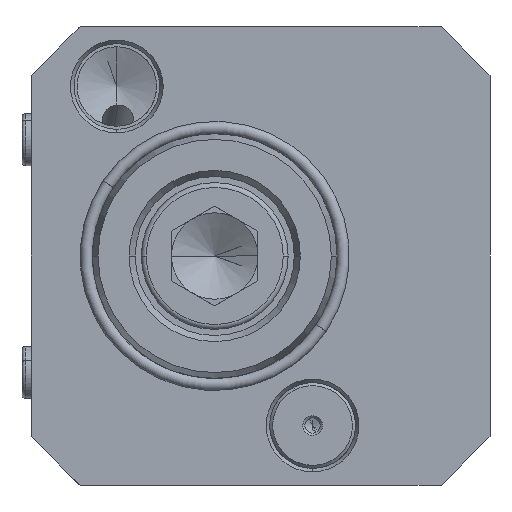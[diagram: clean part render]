
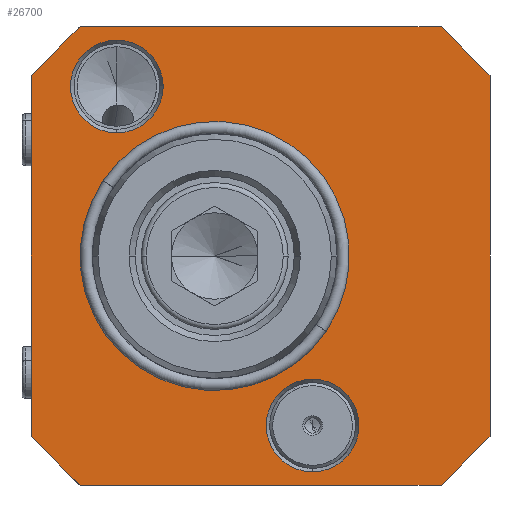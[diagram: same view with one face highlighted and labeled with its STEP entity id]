
A CAD part, front view. The second image highlights one B-rep face of the part: STEP entity #26700.
In plain terms, the highlighted planar face has unit normal (0, -1, 0).
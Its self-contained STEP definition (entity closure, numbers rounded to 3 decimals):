
#57 = VERTEX_POINT ( 'NONE', #1964 ) ;
#192 = CARTESIAN_POINT ( 'NONE',  ( 45., 0., -29.5 ) ) ;
#195 = EDGE_LOOP ( 'NONE', ( #13518, #9831, #1467, #20339, #10948, #7295, #18814, #9586 ) ) ;
#1445 = PLANE ( 'NONE',  #14399 ) ;
#1467 = ORIENTED_EDGE ( 'NONE', *, *, #17941, .T. ) ;
#1536 = LINE ( 'NONE', #1682, #26550 ) ;
#1682 = CARTESIAN_POINT ( 'NONE',  ( -30., 0., 37.5 ) ) ;
#1835 = EDGE_CURVE ( 'NONE', #2597, #3041, #20901, .T. ) ;
#1964 = CARTESIAN_POINT ( 'NONE',  ( 37., 0., -37.5 ) ) ;
#1994 = CIRCLE ( 'NONE', #15015, 20.2 ) ;
#2031 = DIRECTION ( 'NONE',  ( 1., 0., 0. ) ) ;
#2350 = DIRECTION ( 'NONE',  ( 0., 1., 0. ) ) ;
#2370 = CIRCLE ( 'NONE', #27557, 20.2 ) ;
#2597 = VERTEX_POINT ( 'NONE', #14725 ) ;
#2783 = CARTESIAN_POINT ( 'NONE',  ( 0., 0., 0. ) ) ;
#2919 = CARTESIAN_POINT ( 'NONE',  ( -16., 0., 27.713 ) ) ;
#3041 = VERTEX_POINT ( 'NONE', #10659 ) ;
#3539 = CARTESIAN_POINT ( 'NONE',  ( -22., 0., 37.5 ) ) ;
#3902 = CARTESIAN_POINT ( 'NONE',  ( -22., 0., -37.5 ) ) ;
#3938 = CARTESIAN_POINT ( 'NONE',  ( -30., 0., 37.5 ) ) ;
#4180 = VECTOR ( 'NONE', #5212, 1000. ) ;
#4284 = ORIENTED_EDGE ( 'NONE', *, *, #21958, .T. ) ;
#4367 = EDGE_LOOP ( 'NONE', ( #17599, #16327 ) ) ;
#4392 = EDGE_CURVE ( 'NONE', #27240, #57, #8603, .T. ) ;
#4632 = CARTESIAN_POINT ( 'NONE',  ( 37., 0., 37.5 ) ) ;
#4706 = EDGE_CURVE ( 'NONE', #3041, #2597, #16965, .T. ) ;
#5212 = DIRECTION ( 'NONE',  ( 0.707, 0., -0.707 ) ) ;
#5763 = CARTESIAN_POINT ( 'NONE',  ( 45., 0., -29.5 ) ) ;
#5777 = LINE ( 'NONE', #12447, #4180 ) ;
#5973 = DIRECTION ( 'NONE',  ( 0., 0., 1. ) ) ;
#6031 = AXIS2_PLACEMENT_3D ( 'NONE', #20546, #21057, #7022 ) ;
#6454 = CARTESIAN_POINT ( 'NONE',  ( 16., 0., -27.713 ) ) ;
#6802 = VERTEX_POINT ( 'NONE', #20566 ) ;
#7022 = DIRECTION ( 'NONE',  ( 0., 0., 1. ) ) ;
#7033 = DIRECTION ( 'NONE',  ( 0., 0., 1. ) ) ;
#7191 = CARTESIAN_POINT ( 'NONE',  ( -30., 0., 37.5 ) ) ;
#7295 = ORIENTED_EDGE ( 'NONE', *, *, #24781, .T. ) ;
#7553 = VERTEX_POINT ( 'NONE', #22033 ) ;
#8107 = DIRECTION ( 'NONE',  ( 0., 0., -1. ) ) ;
#8588 = VECTOR ( 'NONE', #11179, 1000. ) ;
#8603 = LINE ( 'NONE', #19819, #21606 ) ;
#8774 = DIRECTION ( 'NONE',  ( 0., 0., 1. ) ) ;
#8980 = VECTOR ( 'NONE', #14158, 1000. ) ;
#9193 = DIRECTION ( 'NONE',  ( 0., 0., 1. ) ) ;
#9586 = ORIENTED_EDGE ( 'NONE', *, *, #9613, .T. ) ;
#9613 = EDGE_CURVE ( 'NONE', #7553, #22404, #24610, .T. ) ;
#9718 = CIRCLE ( 'NONE', #12965, 7.577 ) ;
#9831 = ORIENTED_EDGE ( 'NONE', *, *, #21698, .T. ) ;
#9975 = DIRECTION ( 'NONE',  ( 0., 0., -1. ) ) ;
#10092 = VECTOR ( 'NONE', #26620, 1000. ) ;
#10585 = VERTEX_POINT ( 'NONE', #5763 ) ;
#10659 = CARTESIAN_POINT ( 'NONE',  ( -16., 0., 20.135 ) ) ;
#10948 = ORIENTED_EDGE ( 'NONE', *, *, #4392, .T. ) ;
#10986 = CARTESIAN_POINT ( 'NONE',  ( -30., 0., 29.5 ) ) ;
#11179 = DIRECTION ( 'NONE',  ( -0.707, 0., 0.707 ) ) ;
#11734 = DIRECTION ( 'NONE',  ( 0., 0., 1. ) ) ;
#11963 = VERTEX_POINT ( 'NONE', #10986 ) ;
#12447 = CARTESIAN_POINT ( 'NONE',  ( -30., 0., -29.5 ) ) ;
#12462 = VERTEX_POINT ( 'NONE', #17187 ) ;
#12646 = FACE_BOUND ( 'NONE', #16535, .T. ) ;
#12715 = CARTESIAN_POINT ( 'NONE',  ( 37., 0., 37.5 ) ) ;
#12965 = AXIS2_PLACEMENT_3D ( 'NONE', #6454, #2350, #9193 ) ;
#13518 = ORIENTED_EDGE ( 'NONE', *, *, #23856, .F. ) ;
#13705 = CARTESIAN_POINT ( 'NONE',  ( -30., 0., -29.5 ) ) ;
#14158 = DIRECTION ( 'NONE',  ( -0.707, 0., -0.707 ) ) ;
#14182 = AXIS2_PLACEMENT_3D ( 'NONE', #2919, #25223, #25498 ) ;
#14399 = AXIS2_PLACEMENT_3D ( 'NONE', #3938, #19227, #5973 ) ;
#14725 = CARTESIAN_POINT ( 'NONE',  ( -16., 0., 35.29 ) ) ;
#14748 = ORIENTED_EDGE ( 'NONE', *, *, #4706, .T. ) ;
#14989 = EDGE_LOOP ( 'NONE', ( #14748, #25766 ) ) ;
#15015 = AXIS2_PLACEMENT_3D ( 'NONE', #2783, #27006, #7033 ) ;
#15751 = CARTESIAN_POINT ( 'NONE',  ( 16., 0., -27.713 ) ) ;
#16060 = DIRECTION ( 'NONE',  ( 1., 0., 0. ) ) ;
#16327 = ORIENTED_EDGE ( 'NONE', *, *, #26363, .T. ) ;
#16535 = EDGE_LOOP ( 'NONE', ( #24898, #4284 ) ) ;
#16775 = LINE ( 'NONE', #3539, #8980 ) ;
#16965 = CIRCLE ( 'NONE', #14182, 7.577 ) ;
#17187 = CARTESIAN_POINT ( 'NONE',  ( 0., 0., -20.2 ) ) ;
#17599 = ORIENTED_EDGE ( 'NONE', *, *, #26434, .T. ) ;
#17685 = LINE ( 'NONE', #192, #10092 ) ;
#17781 = EDGE_CURVE ( 'NONE', #26599, #27240, #5777, .T. ) ;
#17941 = EDGE_CURVE ( 'NONE', #11963, #26599, #1536, .T. ) ;
#18293 = DIRECTION ( 'NONE',  ( 0., 1., 0. ) ) ;
#18730 = VECTOR ( 'NONE', #9975, 1000. ) ;
#18814 = ORIENTED_EDGE ( 'NONE', *, *, #21170, .F. ) ;
#19019 = EDGE_CURVE ( 'NONE', #12462, #23627, #2370, .T. ) ;
#19062 = AXIS2_PLACEMENT_3D ( 'NONE', #15751, #28789, #8774 ) ;
#19227 = DIRECTION ( 'NONE',  ( 0., 1., 0. ) ) ;
#19372 = FACE_OUTER_BOUND ( 'NONE', #195, .T. ) ;
#19819 = CARTESIAN_POINT ( 'NONE',  ( -30., 0., -37.5 ) ) ;
#20339 = ORIENTED_EDGE ( 'NONE', *, *, #17781, .T. ) ;
#20546 = CARTESIAN_POINT ( 'NONE',  ( -16., 0., 27.713 ) ) ;
#20566 = CARTESIAN_POINT ( 'NONE',  ( 16., 0., -20.135 ) ) ;
#20901 = CIRCLE ( 'NONE', #6031, 7.577 ) ;
#21025 = CARTESIAN_POINT ( 'NONE',  ( 0., 0., 20.2 ) ) ;
#21057 = DIRECTION ( 'NONE',  ( 0., 1., 0. ) ) ;
#21170 = EDGE_CURVE ( 'NONE', #7553, #10585, #27648, .T. ) ;
#21387 = FACE_BOUND ( 'NONE', #14989, .T. ) ;
#21606 = VECTOR ( 'NONE', #2031, 1000. ) ;
#21698 = EDGE_CURVE ( 'NONE', #23263, #11963, #16775, .T. ) ;
#21958 = EDGE_CURVE ( 'NONE', #23627, #12462, #1994, .T. ) ;
#22033 = CARTESIAN_POINT ( 'NONE',  ( 45., 0., 29.5 ) ) ;
#22343 = CARTESIAN_POINT ( 'NONE',  ( 16., 0., -35.29 ) ) ;
#22404 = VERTEX_POINT ( 'NONE', #12715 ) ;
#23263 = VERTEX_POINT ( 'NONE', #27211 ) ;
#23627 = VERTEX_POINT ( 'NONE', #21025 ) ;
#23856 = EDGE_CURVE ( 'NONE', #23263, #22404, #24975, .T. ) ;
#24061 = VECTOR ( 'NONE', #16060, 1000. ) ;
#24610 = LINE ( 'NONE', #4632, #8588 ) ;
#24652 = CIRCLE ( 'NONE', #19062, 7.577 ) ;
#24730 = VERTEX_POINT ( 'NONE', #22343 ) ;
#24733 = CARTESIAN_POINT ( 'NONE',  ( 0., 0., 0. ) ) ;
#24781 = EDGE_CURVE ( 'NONE', #57, #10585, #17685, .T. ) ;
#24898 = ORIENTED_EDGE ( 'NONE', *, *, #19019, .T. ) ;
#24975 = LINE ( 'NONE', #7191, #24061 ) ;
#25223 = DIRECTION ( 'NONE',  ( 0., 1., 0. ) ) ;
#25498 = DIRECTION ( 'NONE',  ( 0., 0., 1. ) ) ;
#25766 = ORIENTED_EDGE ( 'NONE', *, *, #1835, .T. ) ;
#25946 = FACE_BOUND ( 'NONE', #4367, .T. ) ;
#26363 = EDGE_CURVE ( 'NONE', #6802, #24730, #9718, .T. ) ;
#26434 = EDGE_CURVE ( 'NONE', #24730, #6802, #24652, .T. ) ;
#26550 = VECTOR ( 'NONE', #8107, 1000. ) ;
#26599 = VERTEX_POINT ( 'NONE', #13705 ) ;
#26620 = DIRECTION ( 'NONE',  ( 0.707, 0., 0.707 ) ) ;
#26700 = ADVANCED_FACE ( 'NONE', ( #21387, #25946, #12646, #19372 ), #1445, .F. ) ;
#27006 = DIRECTION ( 'NONE',  ( 0., 1., 0. ) ) ;
#27211 = CARTESIAN_POINT ( 'NONE',  ( -22., 0., 37.5 ) ) ;
#27240 = VERTEX_POINT ( 'NONE', #3902 ) ;
#27557 = AXIS2_PLACEMENT_3D ( 'NONE', #24733, #18293, #11734 ) ;
#27648 = LINE ( 'NONE', #27796, #18730 ) ;
#27796 = CARTESIAN_POINT ( 'NONE',  ( 45., 0., 37.5 ) ) ;
#28789 = DIRECTION ( 'NONE',  ( 0., 1., 0. ) ) ;
